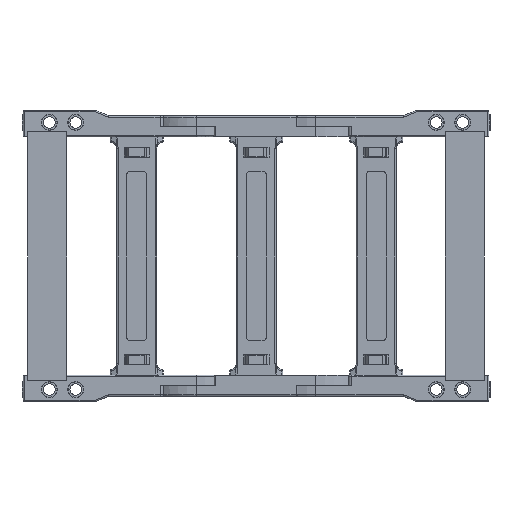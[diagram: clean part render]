
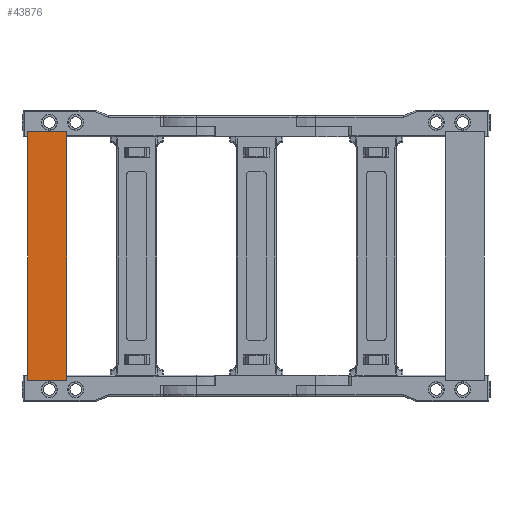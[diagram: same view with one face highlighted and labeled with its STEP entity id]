
A CAD part, front view. The second image highlights one B-rep face of the part: STEP entity #43876.
In plain terms, the highlighted planar face has unit normal (0, -1, 0).
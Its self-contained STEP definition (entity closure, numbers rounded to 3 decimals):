
#3206 = VECTOR ( 'NONE', #26760, 1000. ) ;
#8699 = CARTESIAN_POINT ( 'NONE',  ( -171.252, -40.916, 9.365 ) ) ;
#12255 = DIRECTION ( 'NONE',  ( 1., 0., 0. ) ) ;
#12700 = CARTESIAN_POINT ( 'NONE',  ( -171.252, -40.916, 9.365 ) ) ;
#19408 = LINE ( 'NONE', #58830, #3206 ) ;
#20605 = LINE ( 'NONE', #59072, #41630 ) ;
#22932 = CARTESIAN_POINT ( 'NONE',  ( -171.252, -40.916, 9.365 ) ) ;
#22977 = VECTOR ( 'NONE', #12255, 1000. ) ;
#26760 = DIRECTION ( 'NONE',  ( 0., 0., -1. ) ) ;
#26898 = CARTESIAN_POINT ( 'NONE',  ( -171.252, -40.916, -179.535 ) ) ;
#30030 = VERTEX_POINT ( 'NONE', #26898 ) ;
#30344 = EDGE_LOOP ( 'NONE', ( #103484, #106361, #97234, #117083 ) ) ;
#41630 = VECTOR ( 'NONE', #128806, 1000. ) ;
#43876 = ADVANCED_FACE ( 'NONE', ( #76460 ), #55005, .T. ) ;
#44599 = DIRECTION ( 'NONE',  ( 0., -1., 0. ) ) ;
#53706 = LINE ( 'NONE', #12700, #22977 ) ;
#55005 = PLANE ( 'NONE',  #73724 ) ;
#58830 = CARTESIAN_POINT ( 'NONE',  ( -171.252, -40.916, 9.365 ) ) ;
#59072 = CARTESIAN_POINT ( 'NONE',  ( -141.552, -40.916, 9.365 ) ) ;
#60193 = EDGE_CURVE ( 'NONE', #81549, #72182, #20605, .T. ) ;
#63208 = DIRECTION ( 'NONE',  ( 1., 0., 0. ) ) ;
#70204 = LINE ( 'NONE', #104589, #118537 ) ;
#72182 = VERTEX_POINT ( 'NONE', #93064 ) ;
#73724 = AXIS2_PLACEMENT_3D ( 'NONE', #22932, #44599, #126990 ) ;
#76460 = FACE_OUTER_BOUND ( 'NONE', #30344, .T. ) ;
#81549 = VERTEX_POINT ( 'NONE', #117948 ) ;
#93064 = CARTESIAN_POINT ( 'NONE',  ( -141.552, -40.916, -179.535 ) ) ;
#95940 = EDGE_CURVE ( 'NONE', #117787, #81549, #53706, .T. ) ;
#97234 = ORIENTED_EDGE ( 'NONE', *, *, #60193, .F. ) ;
#103484 = ORIENTED_EDGE ( 'NONE', *, *, #129058, .T. ) ;
#104589 = CARTESIAN_POINT ( 'NONE',  ( -171.252, -40.916, -179.535 ) ) ;
#106361 = ORIENTED_EDGE ( 'NONE', *, *, #120152, .T. ) ;
#117083 = ORIENTED_EDGE ( 'NONE', *, *, #95940, .F. ) ;
#117787 = VERTEX_POINT ( 'NONE', #8699 ) ;
#117948 = CARTESIAN_POINT ( 'NONE',  ( -141.552, -40.916, 9.365 ) ) ;
#118537 = VECTOR ( 'NONE', #63208, 1000. ) ;
#120152 = EDGE_CURVE ( 'NONE', #30030, #72182, #70204, .T. ) ;
#126990 = DIRECTION ( 'NONE',  ( -1., 0., 0. ) ) ;
#128806 = DIRECTION ( 'NONE',  ( 0., 0., -1. ) ) ;
#129058 = EDGE_CURVE ( 'NONE', #117787, #30030, #19408, .T. ) ;
